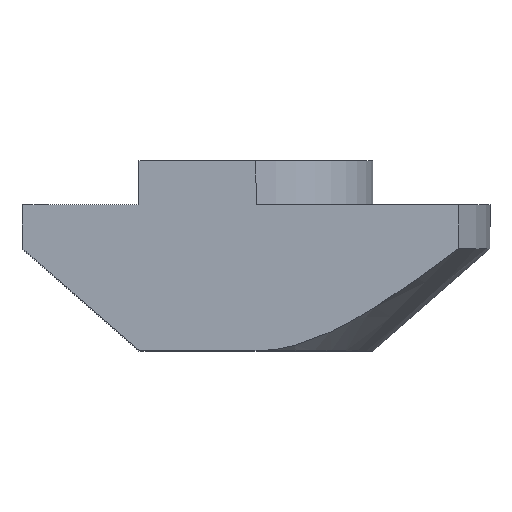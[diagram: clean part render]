
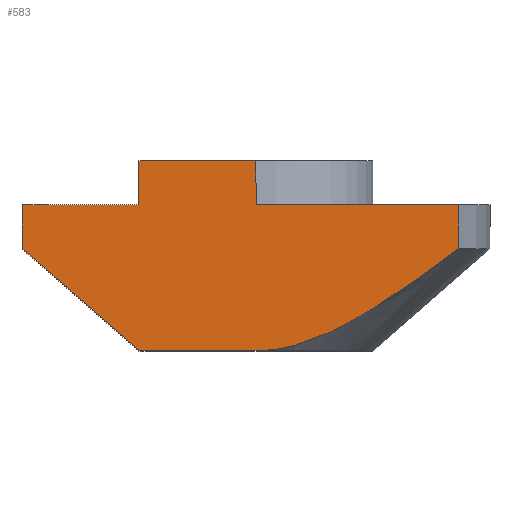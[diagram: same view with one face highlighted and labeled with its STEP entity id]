
A CAD part, top view. The second image highlights one B-rep face of the part: STEP entity #583.
In plain terms, the highlighted planar face has unit normal (0, 0, 1).
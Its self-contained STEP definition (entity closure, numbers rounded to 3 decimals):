
#5 = VECTOR ( 'NONE', #618, 1000. ) ;
#17 = EDGE_CURVE ( 'NONE', #175, #425, #31, .T. ) ;
#18 = CARTESIAN_POINT ( 'NONE',  ( 0., -6.5, 4. ) ) ;
#31 = LINE ( 'NONE', #535, #564 ) ;
#34 = ORIENTED_EDGE ( 'NONE', *, *, #192, .F. ) ;
#38 = CARTESIAN_POINT ( 'NONE',  ( 0., -6.5, 4. ) ) ;
#49 = DIRECTION ( 'NONE',  ( 0., 1., 0. ) ) ;
#51 = ORIENTED_EDGE ( 'NONE', *, *, #519, .T. ) ;
#64 = LINE ( 'NONE', #195, #372 ) ;
#67 = CARTESIAN_POINT ( 'NONE',  ( 0., -1.5, 4. ) ) ;
#72 = DIRECTION ( 'NONE',  ( 0., 1., 0. ) ) ;
#104 = VERTEX_POINT ( 'NONE', #579 ) ;
#105 = ORIENTED_EDGE ( 'NONE', *, *, #114, .T. ) ;
#111 = ORIENTED_EDGE ( 'NONE', *, *, #509, .T. ) ;
#114 = EDGE_CURVE ( 'NONE', #707, #384, #451, .T. ) ;
#117 = CARTESIAN_POINT ( 'NONE',  ( 4., 0., 4. ) ) ;
#119 = EDGE_CURVE ( 'NONE', #312, #663, #64, .T. ) ;
#125 = CARTESIAN_POINT ( 'NONE',  ( 6.928, -3., 4. ) ) ;
#134 = B_SPLINE_CURVE_WITH_KNOTS ( 'NONE', 3,
 ( #125, #261, #516, #772, #162, #727, #409, #581, #653, #397, #779, #18 ),
 .UNSPECIFIED., .F., .F.,
 ( 4, 2, 2, 2, 2, 4 ),
 ( 0.01, 0.012, 0.014, 0.016, 0.017, 0.018 ),
 .UNSPECIFIED. ) ;
#143 = PLANE ( 'NONE',  #423 ) ;
#148 = VECTOR ( 'NONE', #328, 1000. ) ;
#152 = EDGE_CURVE ( 'NONE', #104, #175, #259, .T. ) ;
#161 = ORIENTED_EDGE ( 'NONE', *, *, #718, .F. ) ;
#162 = CARTESIAN_POINT ( 'NONE',  ( 4.248, -4.907, 4. ) ) ;
#165 = ORIENTED_EDGE ( 'NONE', *, *, #119, .T. ) ;
#175 = VERTEX_POINT ( 'NONE', #646 ) ;
#180 = EDGE_CURVE ( 'NONE', #663, #594, #320, .T. ) ;
#192 = EDGE_CURVE ( 'NONE', #707, #425, #654, .T. ) ;
#195 = CARTESIAN_POINT ( 'NONE',  ( 4., -1.5, 4. ) ) ;
#196 = CARTESIAN_POINT ( 'NONE',  ( -4., -6.5, 4. ) ) ;
#205 = VECTOR ( 'NONE', #815, 1000. ) ;
#221 = EDGE_LOOP ( 'NONE', ( #34, #105, #161, #684, #165, #677, #111, #51, #730, #421 ) ) ;
#257 = CARTESIAN_POINT ( 'NONE',  ( 0., 0., 4. ) ) ;
#259 = LINE ( 'NONE', #638, #148 ) ;
#261 = CARTESIAN_POINT ( 'NONE',  ( 6.404, -3.397, 4. ) ) ;
#290 = VECTOR ( 'NONE', #49, 1000. ) ;
#312 = VERTEX_POINT ( 'NONE', #593 ) ;
#314 = DIRECTION ( 'NONE',  ( 0., 0., -1. ) ) ;
#320 = LINE ( 'NONE', #393, #329 ) ;
#323 = CARTESIAN_POINT ( 'NONE',  ( -4., 0., 4. ) ) ;
#328 = DIRECTION ( 'NONE',  ( -1., 0., 0. ) ) ;
#329 = VECTOR ( 'NONE', #72, 1000. ) ;
#364 = DIRECTION ( 'NONE',  ( 0., -1., 0. ) ) ;
#365 = CARTESIAN_POINT ( 'NONE',  ( -4., 0., 4. ) ) ;
#372 = VECTOR ( 'NONE', #642, 1000. ) ;
#384 = VERTEX_POINT ( 'NONE', #38 ) ;
#393 = CARTESIAN_POINT ( 'NONE',  ( 0., -7.157, 4. ) ) ;
#397 = CARTESIAN_POINT ( 'NONE',  ( 0.656, -6.464, 4. ) ) ;
#404 = VECTOR ( 'NONE', #508, 1000. ) ;
#409 = CARTESIAN_POINT ( 'NONE',  ( 2.543, -5.881, 4. ) ) ;
#421 = ORIENTED_EDGE ( 'NONE', *, *, #17, .T. ) ;
#423 = AXIS2_PLACEMENT_3D ( 'NONE', #444, #314, #510 ) ;
#425 = VERTEX_POINT ( 'NONE', #755 ) ;
#434 = LINE ( 'NONE', #500, #290 ) ;
#444 = CARTESIAN_POINT ( 'NONE',  ( 0., 0., 4. ) ) ;
#451 = LINE ( 'NONE', #765, #404 ) ;
#459 = CARTESIAN_POINT ( 'NONE',  ( -4., -6.5, 4. ) ) ;
#492 = LINE ( 'NONE', #117, #205 ) ;
#500 = CARTESIAN_POINT ( 'NONE',  ( 6.928, -6.5, 4. ) ) ;
#508 = DIRECTION ( 'NONE',  ( 1., 0., 0. ) ) ;
#509 = EDGE_CURVE ( 'NONE', #594, #617, #492, .T. ) ;
#510 = DIRECTION ( 'NONE',  ( -1., 0., 0. ) ) ;
#516 = CARTESIAN_POINT ( 'NONE',  ( 5.875, -3.788, 4. ) ) ;
#519 = EDGE_CURVE ( 'NONE', #617, #104, #747, .T. ) ;
#526 = EDGE_CURVE ( 'NONE', #599, #312, #434, .T. ) ;
#535 = CARTESIAN_POINT ( 'NONE',  ( -8., -1.5, 4. ) ) ;
#564 = VECTOR ( 'NONE', #364, 1000. ) ;
#570 = DIRECTION ( 'NONE',  ( -0.753, 0.659, 0. ) ) ;
#579 = CARTESIAN_POINT ( 'NONE',  ( -4., -1.5, 4. ) ) ;
#581 = CARTESIAN_POINT ( 'NONE',  ( 1.626, -6.23, 4. ) ) ;
#583 = ADVANCED_FACE ( 'NONE', ( #714 ), #143, .F. ) ;
#593 = CARTESIAN_POINT ( 'NONE',  ( 6.928, -1.5, 4. ) ) ;
#594 = VERTEX_POINT ( 'NONE', #257 ) ;
#599 = VERTEX_POINT ( 'NONE', #703 ) ;
#617 = VERTEX_POINT ( 'NONE', #323 ) ;
#618 = DIRECTION ( 'NONE',  ( 0., -1., 0. ) ) ;
#622 = VECTOR ( 'NONE', #570, 1000. ) ;
#638 = CARTESIAN_POINT ( 'NONE',  ( -4., -1.5, 4. ) ) ;
#642 = DIRECTION ( 'NONE',  ( -1., 0., 0. ) ) ;
#646 = CARTESIAN_POINT ( 'NONE',  ( -8., -1.5, 4. ) ) ;
#653 = CARTESIAN_POINT ( 'NONE',  ( 1.311, -6.327, 4. ) ) ;
#654 = LINE ( 'NONE', #459, #622 ) ;
#663 = VERTEX_POINT ( 'NONE', #67 ) ;
#677 = ORIENTED_EDGE ( 'NONE', *, *, #180, .T. ) ;
#684 = ORIENTED_EDGE ( 'NONE', *, *, #526, .T. ) ;
#703 = CARTESIAN_POINT ( 'NONE',  ( 6.928, -3., 4. ) ) ;
#707 = VERTEX_POINT ( 'NONE', #196 ) ;
#714 = FACE_OUTER_BOUND ( 'NONE', #221, .T. ) ;
#718 = EDGE_CURVE ( 'NONE', #599, #384, #134, .T. ) ;
#727 = CARTESIAN_POINT ( 'NONE',  ( 3.12, -5.576, 4. ) ) ;
#730 = ORIENTED_EDGE ( 'NONE', *, *, #152, .T. ) ;
#747 = LINE ( 'NONE', #365, #5 ) ;
#755 = CARTESIAN_POINT ( 'NONE',  ( -8., -3., 4. ) ) ;
#765 = CARTESIAN_POINT ( 'NONE',  ( -8., -6.5, 4. ) ) ;
#772 = CARTESIAN_POINT ( 'NONE',  ( 4.797, -4.542, 4. ) ) ;
#779 = CARTESIAN_POINT ( 'NONE',  ( 0.328, -6.5, 4. ) ) ;
#815 = DIRECTION ( 'NONE',  ( -1., 0., 0. ) ) ;
